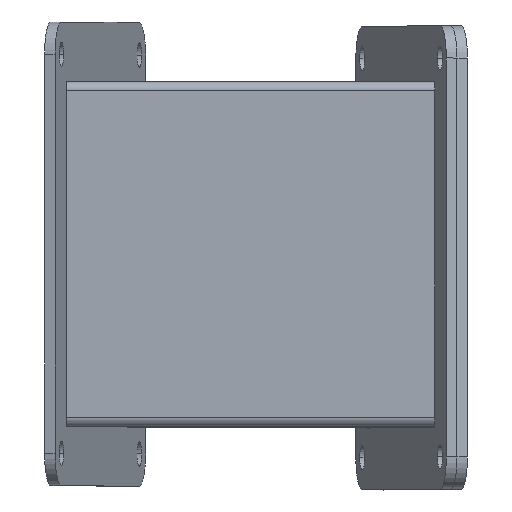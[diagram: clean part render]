
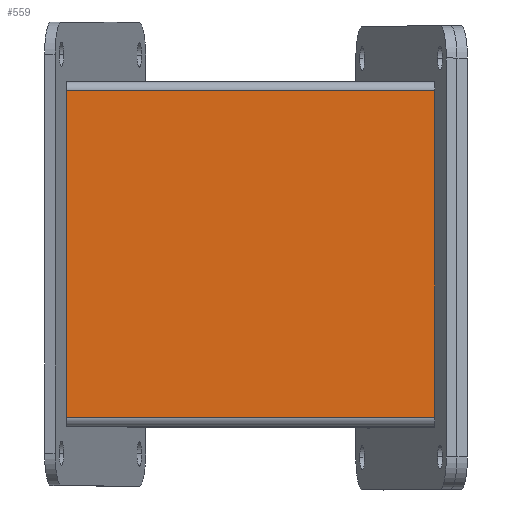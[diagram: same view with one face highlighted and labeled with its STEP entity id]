
A CAD part, top view. The second image highlights one B-rep face of the part: STEP entity #559.
In plain terms, the highlighted planar face has unit normal (0, 0, 1).
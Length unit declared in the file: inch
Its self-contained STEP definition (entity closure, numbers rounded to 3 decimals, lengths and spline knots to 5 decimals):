
#17 = AXIS2_PLACEMENT_3D ( 'NONE', #603, #2448, #1142 ) ;
#52 = VECTOR ( 'NONE', #246, 39.37008 ) ;
#67 = CARTESIAN_POINT ( 'NONE',  ( 2.135, 1.892, 2. ) ) ;
#108 = ORIENTED_EDGE ( 'NONE', *, *, #2076, .F. ) ;
#246 = DIRECTION ( 'NONE',  ( 0., 1., 0. ) ) ;
#319 = VERTEX_POINT ( 'NONE', #2816 ) ;
#424 = LINE ( 'NONE', #2550, #1708 ) ;
#545 = LINE ( 'NONE', #1135, #821 ) ;
#550 = LINE ( 'NONE', #1338, #52 ) ;
#559 = ADVANCED_FACE ( 'NONE', ( #1439 ), #3018, .F. ) ;
#588 = ORIENTED_EDGE ( 'NONE', *, *, #2320, .F. ) ;
#603 = CARTESIAN_POINT ( 'NONE',  ( -2.135, -2., 2. ) ) ;
#636 = CARTESIAN_POINT ( 'NONE',  ( -2.135, 1.892, 2. ) ) ;
#731 = CARTESIAN_POINT ( 'NONE',  ( -2.135, 1.892, 2. ) ) ;
#821 = VECTOR ( 'NONE', #1350, 39.37008 ) ;
#1135 = CARTESIAN_POINT ( 'NONE',  ( -2.135, -1.892, 2. ) ) ;
#1142 = DIRECTION ( 'NONE',  ( 0., 1., 0. ) ) ;
#1338 = CARTESIAN_POINT ( 'NONE',  ( 2.135, 1.927, 2. ) ) ;
#1350 = DIRECTION ( 'NONE',  ( -1., 0., 0. ) ) ;
#1439 = FACE_OUTER_BOUND ( 'NONE', #2106, .T. ) ;
#1453 = EDGE_CURVE ( 'NONE', #2580, #3188, #2246, .T. ) ;
#1632 = CARTESIAN_POINT ( 'NONE',  ( -2.135, -1.892, 2. ) ) ;
#1699 = DIRECTION ( 'NONE',  ( 1., 0., 0. ) ) ;
#1708 = VECTOR ( 'NONE', #3256, 39.37008 ) ;
#1879 = ORIENTED_EDGE ( 'NONE', *, *, #3008, .T. ) ;
#2076 = EDGE_CURVE ( 'NONE', #3182, #2580, #424, .T. ) ;
#2106 = EDGE_LOOP ( 'NONE', ( #2780, #108, #588, #1879 ) ) ;
#2246 = LINE ( 'NONE', #636, #2796 ) ;
#2320 = EDGE_CURVE ( 'NONE', #319, #3182, #545, .T. ) ;
#2448 = DIRECTION ( 'NONE',  ( 0., 0., -1. ) ) ;
#2550 = CARTESIAN_POINT ( 'NONE',  ( -2.135, 2., 2. ) ) ;
#2580 = VERTEX_POINT ( 'NONE', #731 ) ;
#2780 = ORIENTED_EDGE ( 'NONE', *, *, #1453, .F. ) ;
#2796 = VECTOR ( 'NONE', #1699, 39.37008 ) ;
#2816 = CARTESIAN_POINT ( 'NONE',  ( 2.135, -1.892, 2. ) ) ;
#3008 = EDGE_CURVE ( 'NONE', #319, #3188, #550, .T. ) ;
#3018 = PLANE ( 'NONE',  #17 ) ;
#3182 = VERTEX_POINT ( 'NONE', #1632 ) ;
#3188 = VERTEX_POINT ( 'NONE', #67 ) ;
#3256 = DIRECTION ( 'NONE',  ( 0., 1., 0. ) ) ;
